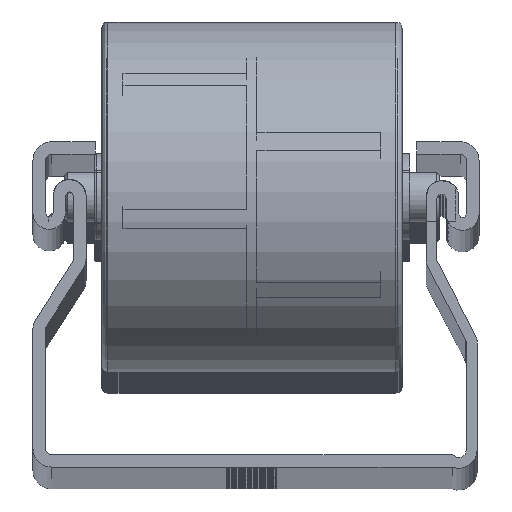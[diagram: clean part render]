
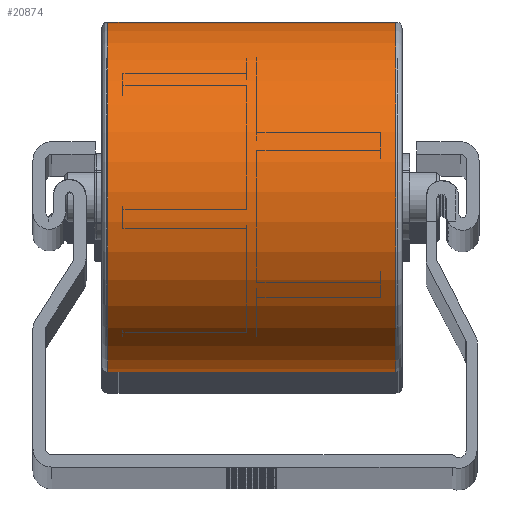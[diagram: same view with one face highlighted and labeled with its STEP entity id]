
A CAD part, top view. The second image highlights one B-rep face of the part: STEP entity #20874.
In plain terms, the highlighted cylindrical face has radius 14 mm (diameter 28 mm), a full revolution.
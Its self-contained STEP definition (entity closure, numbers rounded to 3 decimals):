
#3159=FACE_OUTER_BOUND('',#4342,.T.);
#4342=EDGE_LOOP('',(#19282,#19283,#19284,#19285,#19286,#19287));
#5623=LINE('',#47161,#6886);
#6886=VECTOR('',#28266,14.);
#7582=CIRCLE('',#22954,14.);
#7583=CIRCLE('',#22955,14.);
#7584=CIRCLE('',#22956,14.);
#7585=CIRCLE('',#22957,14.);
#9762=VERTEX_POINT('',#47156);
#9763=VERTEX_POINT('',#47157);
#9764=VERTEX_POINT('',#47160);
#9765=VERTEX_POINT('',#47162);
#12972=EDGE_CURVE('',#9762,#9763,#7582,.F.);
#12973=EDGE_CURVE('',#9763,#9762,#7583,.F.);
#12974=EDGE_CURVE('',#9762,#9764,#5623,.T.);
#12975=EDGE_CURVE('',#9764,#9765,#7584,.T.);
#12976=EDGE_CURVE('',#9765,#9764,#7585,.T.);
#19282=ORIENTED_EDGE('',*,*,#12972,.T.);
#19283=ORIENTED_EDGE('',*,*,#12973,.T.);
#19284=ORIENTED_EDGE('',*,*,#12974,.T.);
#19285=ORIENTED_EDGE('',*,*,#12975,.T.);
#19286=ORIENTED_EDGE('',*,*,#12976,.T.);
#19287=ORIENTED_EDGE('',*,*,#12974,.F.);
#19962=CYLINDRICAL_SURFACE('',#22953,14.);
#20874=ADVANCED_FACE('',(#3159),#19962,.T.);
#22953=AXIS2_PLACEMENT_3D('',#47155,#28260,#28261);
#22954=AXIS2_PLACEMENT_3D('',#47158,#28262,#28263);
#22955=AXIS2_PLACEMENT_3D('',#47159,#28264,#28265);
#22956=AXIS2_PLACEMENT_3D('',#47163,#28267,#28268);
#22957=AXIS2_PLACEMENT_3D('',#47164,#28269,#28270);
#28260=DIRECTION('center_axis',(0.,0.,1.));
#28261=DIRECTION('ref_axis',(-1.,0.,0.));
#28262=DIRECTION('center_axis',(0.,0.,1.));
#28263=DIRECTION('ref_axis',(1.,0.,0.));
#28264=DIRECTION('center_axis',(0.,0.,1.));
#28265=DIRECTION('ref_axis',(1.,0.,0.));
#28266=DIRECTION('',(0.,0.,-1.));
#28267=DIRECTION('center_axis',(0.,0.,1.));
#28268=DIRECTION('ref_axis',(1.,0.,0.));
#28269=DIRECTION('center_axis',(0.,0.,1.));
#28270=DIRECTION('ref_axis',(1.,0.,0.));
#47155=CARTESIAN_POINT('Origin',(0.,0.,12.));
#47156=CARTESIAN_POINT('',(14.,0.,11.5));
#47157=CARTESIAN_POINT('',(-14.,0.,11.5));
#47158=CARTESIAN_POINT('Origin',(0.,0.,11.5));
#47159=CARTESIAN_POINT('Origin',(0.,0.,11.5));
#47160=CARTESIAN_POINT('',(14.,0.,-11.5));
#47161=CARTESIAN_POINT('',(14.,0.,12.));
#47162=CARTESIAN_POINT('',(-14.,0.,-11.5));
#47163=CARTESIAN_POINT('Origin',(0.,0.,-11.5));
#47164=CARTESIAN_POINT('Origin',(0.,0.,-11.5));
